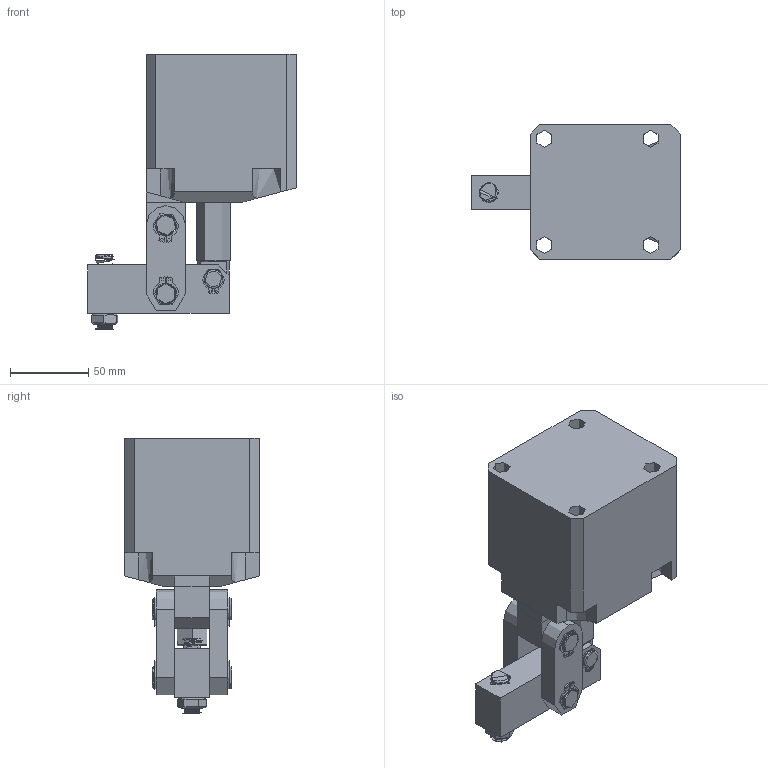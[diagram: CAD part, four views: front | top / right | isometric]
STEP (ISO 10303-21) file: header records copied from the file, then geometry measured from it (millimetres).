
FILE_DESCRIPTION (( 'STEP AP214' ), '1' );
FILE_NAME ('CBLU-55.STEP', '2019-05-06T09:23:26', ( '' ), ( '' ), 'SwSTEP 2.0', 'SolidWorks 2016', '' );
FILE_SCHEMA (( 'AUTOMOTIVE_DESIGN' ));
Length unit declared in the file: millimetre
Products named in the file (11): luomu; luogan; kahuang01; kahuang; yabi; liangan; huosaigan_4_1; duanxiao; changxiao; CBLU-55C掛极_1_1_1_1; CBLU-55
Assembly tree (16 placements, depth 2):
  CBLU-55
    CBLU-55C掛极_1_1_1_1
    changxiao  x2
    duanxiao
    huosaigan_4_1
    liangan  x2
    yabi
    kahuang  x4
    kahuang01  x2
    luogan
    luomu
Bounding box: 133.5 x 86 x 176.61 mm (x, y, z)
Volume: 691056.5 mm3
Topology: 17 solids, 159 shells, 591 faces, 1667 edges, 1263 vertices
Faces by surface type: cylinder 394, plane 139, cone 41, bspline 17
Full cylindrical faces by diameter (mm): 11.5 x1, 12 x2
Entity records: 41416 total; most frequent: CARTESIAN_POINT 29809, ORIENTED_EDGE 2180, DIRECTION 1945, EDGE_CURVE 1366, VERTEX_POINT 1067, AXIS2_PLACEMENT_3D 720, EDGE_LOOP 519, VECTOR 505
